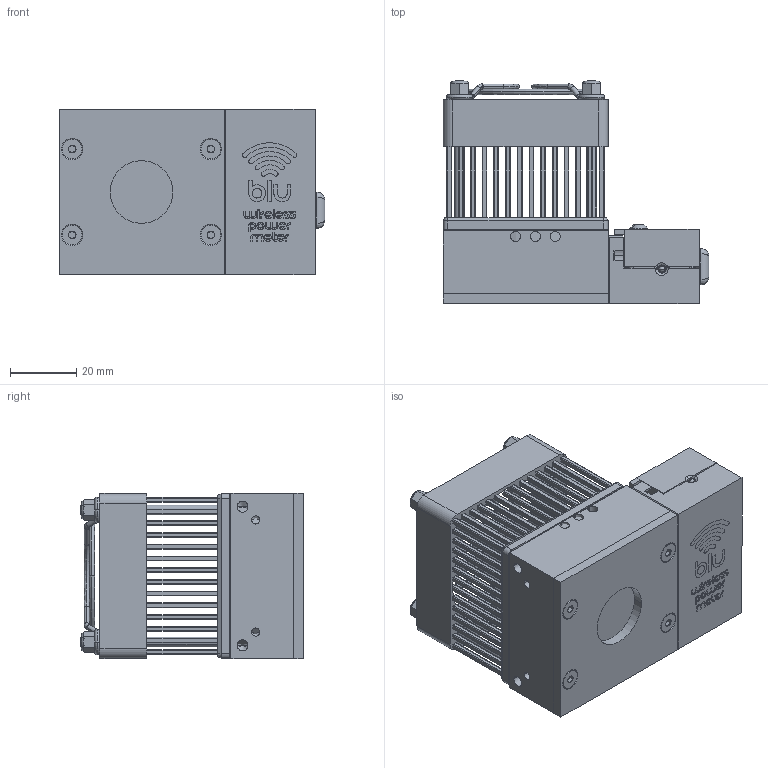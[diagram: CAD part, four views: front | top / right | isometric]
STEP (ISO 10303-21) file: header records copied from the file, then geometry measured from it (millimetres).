
FILE_DESCRIPTION (( 'STEP AP203' ), '1' );
FILE_NAME ('SK-10011A UP19K-110F-H9-BLU-D0.STEP', '2020-02-05T13:30:07', ( '' ), ( '' ), 'SwSTEP 2.0', 'SolidWorks 2018', '' );
FILE_SCHEMA (( 'CONFIG_CONTROL_DESIGN' ));
Products named in the file (1): SK-10011A UP19K-110F-H9-BLU-D0
Bounding box: 80.57 x 67.71 x 50 mm (x, y, z)
Volume: 122753.9 mm3; surface area: 80837.6 mm2
Topology: 45 solids, 45 shells, 3958 faces, 10493 edges, 6841 vertices
Faces by surface type: plane 1988, cylinder 1278, bspline 389, cone 228, torus 70, sphere 5
Entity records: 135176 total; most frequent: CARTESIAN_POINT 38494, ORIENTED_EDGE 20924, DIRECTION 18797, EDGE_CURVE 10462, VERTEX_POINT 6841, LINE 6411, VECTOR 6411, AXIS2_PLACEMENT_3D 6193
